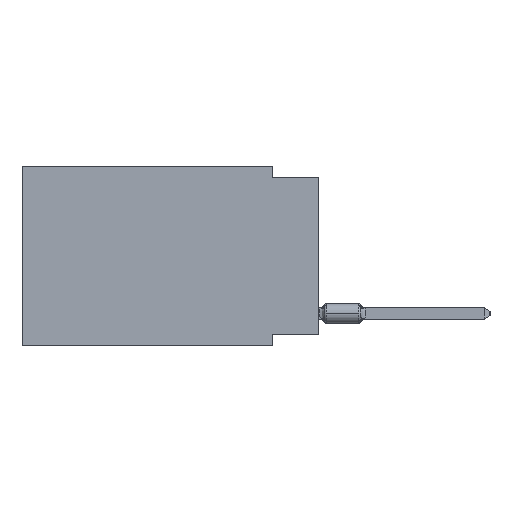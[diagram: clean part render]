
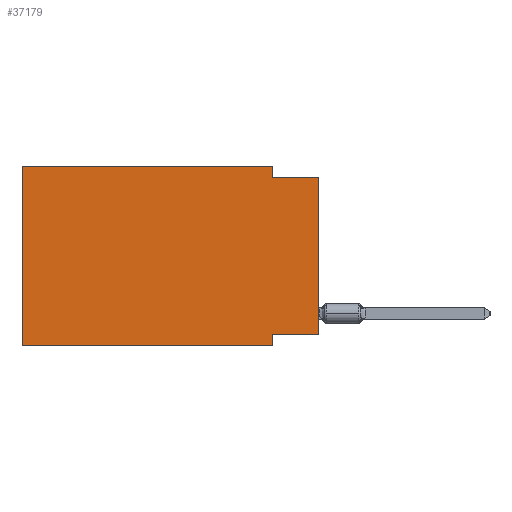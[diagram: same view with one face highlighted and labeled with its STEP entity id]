
A CAD part, left-side view. The second image highlights one B-rep face of the part: STEP entity #37179.
In plain terms, the highlighted planar face has unit normal (-1, 0, 0).
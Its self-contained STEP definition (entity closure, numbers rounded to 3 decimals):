
#1411 = VERTEX_POINT ( 'NONE', #6619 ) ;
#1582 = CARTESIAN_POINT ( 'NONE',  ( 0., 16.383, 0. ) ) ;
#3765 = VECTOR ( 'NONE', #16922, 1000. ) ;
#3796 = CARTESIAN_POINT ( 'NONE',  ( 0., 2.54, -9.906 ) ) ;
#3971 = VERTEX_POINT ( 'NONE', #4089 ) ;
#3976 = CARTESIAN_POINT ( 'NONE',  ( 0., 16.383, -9.906 ) ) ;
#4089 = CARTESIAN_POINT ( 'NONE',  ( 0., 0., -9.271 ) ) ;
#4448 = ORIENTED_EDGE ( 'NONE', *, *, #15657, .F. ) ;
#6273 = DIRECTION ( 'NONE',  ( 0., 0., -1. ) ) ;
#6619 = CARTESIAN_POINT ( 'NONE',  ( 0., 0., -0.635 ) ) ;
#7162 = EDGE_LOOP ( 'NONE', ( #9735, #25383, #30570, #21381, #25302, #15369, #11772, #4448 ) ) ;
#9085 = VECTOR ( 'NONE', #32926, 1000. ) ;
#9735 = ORIENTED_EDGE ( 'NONE', *, *, #17586, .T. ) ;
#10145 = CARTESIAN_POINT ( 'NONE',  ( 0., 16.383, 0. ) ) ;
#10269 = VECTOR ( 'NONE', #6273, 1000. ) ;
#10658 = FACE_OUTER_BOUND ( 'NONE', #7162, .T. ) ;
#11493 = DIRECTION ( 'NONE',  ( 0., 1., 0. ) ) ;
#11772 = ORIENTED_EDGE ( 'NONE', *, *, #38881, .F. ) ;
#12167 = CARTESIAN_POINT ( 'NONE',  ( 0., 2.54, -0.635 ) ) ;
#13326 = CARTESIAN_POINT ( 'NONE',  ( 0., 16.383, 0. ) ) ;
#13361 = EDGE_CURVE ( 'NONE', #15008, #1411, #48265, .T. ) ;
#13457 = CARTESIAN_POINT ( 'NONE',  ( 0., 2.54, -9.271 ) ) ;
#13758 = VECTOR ( 'NONE', #44080, 1000. ) ;
#14558 = VECTOR ( 'NONE', #11493, 1000. ) ;
#15008 = VERTEX_POINT ( 'NONE', #12167 ) ;
#15257 = DIRECTION ( 'NONE',  ( 0., -1., 0. ) ) ;
#15369 = ORIENTED_EDGE ( 'NONE', *, *, #25354, .T. ) ;
#15657 = EDGE_CURVE ( 'NONE', #3971, #45516, #45712, .T. ) ;
#15938 = DIRECTION ( 'NONE',  ( 0., 0., -1. ) ) ;
#16181 = CARTESIAN_POINT ( 'NONE',  ( 0., 2.54, -9.906 ) ) ;
#16196 = CARTESIAN_POINT ( 'NONE',  ( 0., 0., 0. ) ) ;
#16922 = DIRECTION ( 'NONE',  ( 0., 0., 1. ) ) ;
#17586 = EDGE_CURVE ( 'NONE', #3971, #1411, #39320, .T. ) ;
#17601 = LINE ( 'NONE', #13326, #9085 ) ;
#18671 = VERTEX_POINT ( 'NONE', #3796 ) ;
#18794 = VERTEX_POINT ( 'NONE', #43503 ) ;
#21381 = ORIENTED_EDGE ( 'NONE', *, *, #27105, .F. ) ;
#22570 = CARTESIAN_POINT ( 'NONE',  ( 0., 16.383, -9.906 ) ) ;
#22595 = VERTEX_POINT ( 'NONE', #3976 ) ;
#24721 = AXIS2_PLACEMENT_3D ( 'NONE', #10145, #37808, #26003 ) ;
#25302 = ORIENTED_EDGE ( 'NONE', *, *, #47154, .F. ) ;
#25354 = EDGE_CURVE ( 'NONE', #22595, #18671, #48730, .T. ) ;
#25383 = ORIENTED_EDGE ( 'NONE', *, *, #13361, .F. ) ;
#25732 = LINE ( 'NONE', #1582, #3765 ) ;
#26003 = DIRECTION ( 'NONE',  ( 0., 0., -1. ) ) ;
#27105 = EDGE_CURVE ( 'NONE', #18794, #36180, #17601, .T. ) ;
#29562 = VECTOR ( 'NONE', #15938, 1000. ) ;
#29986 = VECTOR ( 'NONE', #49032, 1000. ) ;
#30570 = ORIENTED_EDGE ( 'NONE', *, *, #31216, .F. ) ;
#31216 = EDGE_CURVE ( 'NONE', #36180, #15008, #37476, .T. ) ;
#31971 = VECTOR ( 'NONE', #15257, 1000. ) ;
#32926 = DIRECTION ( 'NONE',  ( 0., -1., 0. ) ) ;
#34304 = LINE ( 'NONE', #16181, #29562 ) ;
#36180 = VERTEX_POINT ( 'NONE', #37261 ) ;
#37179 = ADVANCED_FACE ( 'NONE', ( #10658 ), #44867, .F. ) ;
#37184 = CARTESIAN_POINT ( 'NONE',  ( 0., 0., -0.635 ) ) ;
#37261 = CARTESIAN_POINT ( 'NONE',  ( 0., 2.54, 0. ) ) ;
#37476 = LINE ( 'NONE', #40246, #10269 ) ;
#37808 = DIRECTION ( 'NONE',  ( 1., 0., 0. ) ) ;
#38881 = EDGE_CURVE ( 'NONE', #45516, #18671, #34304, .T. ) ;
#39320 = LINE ( 'NONE', #16196, #13758 ) ;
#40246 = CARTESIAN_POINT ( 'NONE',  ( 0., 2.54, 0. ) ) ;
#43503 = CARTESIAN_POINT ( 'NONE',  ( 0., 16.383, 0. ) ) ;
#44080 = DIRECTION ( 'NONE',  ( 0., 0., 1. ) ) ;
#44867 = PLANE ( 'NONE',  #24721 ) ;
#45516 = VERTEX_POINT ( 'NONE', #13457 ) ;
#45712 = LINE ( 'NONE', #46455, #14558 ) ;
#46455 = CARTESIAN_POINT ( 'NONE',  ( 0., 0., -9.271 ) ) ;
#47154 = EDGE_CURVE ( 'NONE', #22595, #18794, #25732, .T. ) ;
#48265 = LINE ( 'NONE', #37184, #29986 ) ;
#48730 = LINE ( 'NONE', #22570, #31971 ) ;
#49032 = DIRECTION ( 'NONE',  ( 0., -1., 0. ) ) ;
